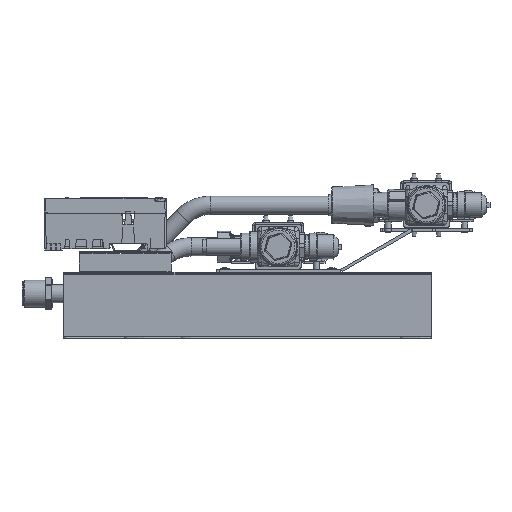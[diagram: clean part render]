
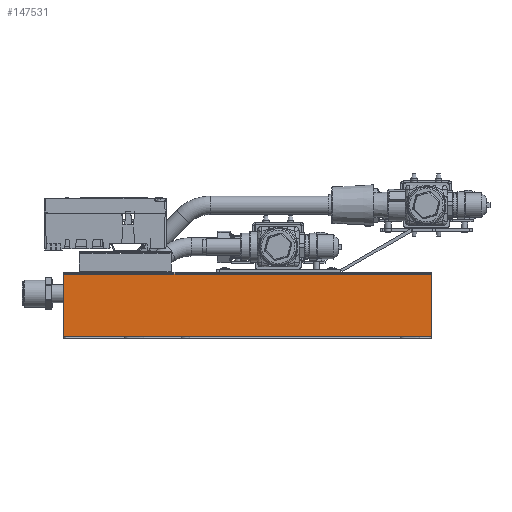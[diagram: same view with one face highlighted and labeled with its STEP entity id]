
A CAD part, left-side view. The second image highlights one B-rep face of the part: STEP entity #147531.
In plain terms, the highlighted planar face has unit normal (-1, 0, 0).
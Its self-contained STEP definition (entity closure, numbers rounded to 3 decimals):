
#2109 = DIRECTION ( 'NONE',  ( 0., 1., 0. ) ) ;
#4188 = LINE ( 'NONE', #175251, #169897 ) ;
#22980 = LINE ( 'NONE', #136270, #96327 ) ;
#32632 = VERTEX_POINT ( 'NONE', #42547 ) ;
#42547 = CARTESIAN_POINT ( 'NONE',  ( -411.755, 0., 188.991 ) ) ;
#51076 = ORIENTED_EDGE ( 'NONE', *, *, #117933, .T. ) ;
#51647 = CARTESIAN_POINT ( 'NONE',  ( -411.755, -360., 188.991 ) ) ;
#59401 = AXIS2_PLACEMENT_3D ( 'NONE', #90563, #89551, #75089 ) ;
#64539 = LINE ( 'NONE', #187269, #151016 ) ;
#75089 = DIRECTION ( 'NONE',  ( 0., 0., -1. ) ) ;
#76353 = CARTESIAN_POINT ( 'NONE',  ( -411.755, 0., 249.768 ) ) ;
#80387 = LINE ( 'NONE', #156733, #157882 ) ;
#84492 = DIRECTION ( 'NONE',  ( 0., 1., 0. ) ) ;
#88944 = VERTEX_POINT ( 'NONE', #51647 ) ;
#89551 = DIRECTION ( 'NONE',  ( 1., 0., 0. ) ) ;
#90563 = CARTESIAN_POINT ( 'NONE',  ( -411.755, -360., 251.755 ) ) ;
#96327 = VECTOR ( 'NONE', #104303, 1000. ) ;
#98199 = EDGE_CURVE ( 'NONE', #165738, #88944, #64539, .T. ) ;
#104303 = DIRECTION ( 'NONE',  ( 0., 0., -1. ) ) ;
#111132 = VERTEX_POINT ( 'NONE', #76353 ) ;
#114008 = CARTESIAN_POINT ( 'NONE',  ( -411.755, -360., 249.768 ) ) ;
#117933 = EDGE_CURVE ( 'NONE', #111132, #32632, #22980, .T. ) ;
#121479 = FACE_OUTER_BOUND ( 'NONE', #151793, .T. ) ;
#136270 = CARTESIAN_POINT ( 'NONE',  ( -411.755, 0., 251.755 ) ) ;
#147531 = ADVANCED_FACE ( 'NONE', ( #121479 ), #202834, .F. ) ;
#151016 = VECTOR ( 'NONE', #170782, 1000. ) ;
#151793 = EDGE_LOOP ( 'NONE', ( #51076, #189051, #183435, #190218 ) ) ;
#153148 = EDGE_CURVE ( 'NONE', #88944, #32632, #80387, .T. ) ;
#156733 = CARTESIAN_POINT ( 'NONE',  ( -411.755, -360., 188.991 ) ) ;
#157882 = VECTOR ( 'NONE', #2109, 1000. ) ;
#162694 = EDGE_CURVE ( 'NONE', #165738, #111132, #4188, .T. ) ;
#165738 = VERTEX_POINT ( 'NONE', #114008 ) ;
#169897 = VECTOR ( 'NONE', #84492, 1000. ) ;
#170782 = DIRECTION ( 'NONE',  ( 0., 0., -1. ) ) ;
#175251 = CARTESIAN_POINT ( 'NONE',  ( -411.755, -360., 249.768 ) ) ;
#183435 = ORIENTED_EDGE ( 'NONE', *, *, #98199, .F. ) ;
#187269 = CARTESIAN_POINT ( 'NONE',  ( -411.755, -360., 251.755 ) ) ;
#189051 = ORIENTED_EDGE ( 'NONE', *, *, #153148, .F. ) ;
#190218 = ORIENTED_EDGE ( 'NONE', *, *, #162694, .T. ) ;
#202834 = PLANE ( 'NONE',  #59401 ) ;
